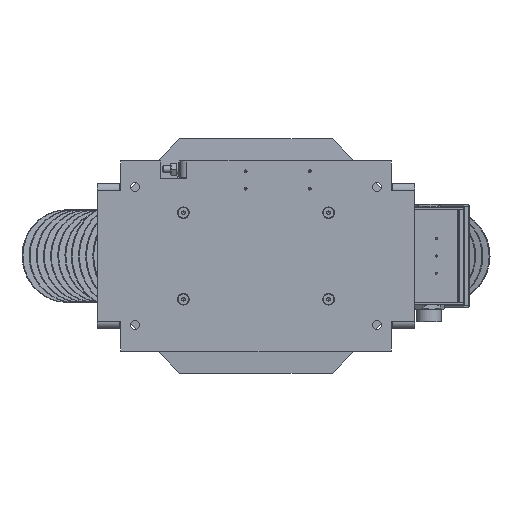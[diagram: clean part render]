
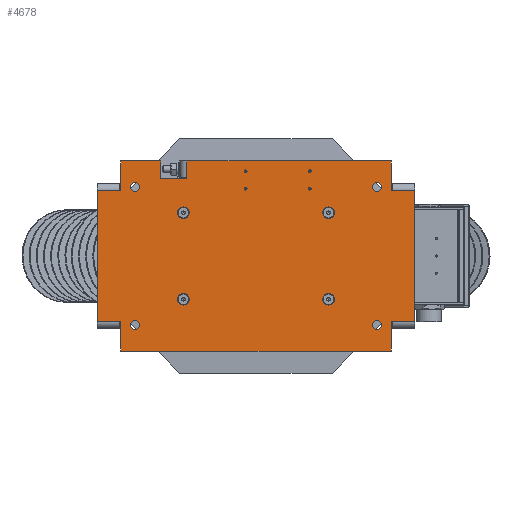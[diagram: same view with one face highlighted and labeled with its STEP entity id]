
A CAD part, front view. The second image highlights one B-rep face of the part: STEP entity #4678.
In plain terms, the highlighted planar face has unit normal (0, -1, 0).
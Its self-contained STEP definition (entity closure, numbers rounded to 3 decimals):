
#4678=ADVANCED_FACE('',(#15226,#15228,#15230,#15232,#15234,#15236,#15238,#15240,
#15242,#15244,#15246,#15248,#15250),#15252,.F.);
#15226=FACE_BOUND('',#15227,.T.);
#15227=EDGE_LOOP('',(#25528,#25529,#25530,#25531,#25532,#25533,#25534,#25535,#25536,
#25537,#25538,#25539,#25540,#25541,#25542,#25543,#25544,#25545,#25546,#25547,#25548));
#15228=FACE_BOUND('',#15229,.T.);
#15229=EDGE_LOOP('',(#25549));
#15230=FACE_BOUND('',#15231,.T.);
#15231=EDGE_LOOP('',(#25550));
#15232=FACE_BOUND('',#15233,.T.);
#15233=EDGE_LOOP('',(#25551));
#15234=FACE_BOUND('',#15235,.T.);
#15235=EDGE_LOOP('',(#25552));
#15236=FACE_BOUND('',#15237,.T.);
#15237=EDGE_LOOP('',(#25553));
#15238=FACE_BOUND('',#15239,.T.);
#15239=EDGE_LOOP('',(#25554));
#15240=FACE_BOUND('',#15241,.T.);
#15241=EDGE_LOOP('',(#25555));
#15242=FACE_BOUND('',#15243,.T.);
#15243=EDGE_LOOP('',(#25556));
#15244=FACE_BOUND('',#15245,.T.);
#15245=EDGE_LOOP('',(#25557));
#15246=FACE_BOUND('',#15247,.T.);
#15247=EDGE_LOOP('',(#25558));
#15248=FACE_BOUND('',#15249,.T.);
#15249=EDGE_LOOP('',(#25559));
#15250=FACE_BOUND('',#15251,.T.);
#15251=EDGE_LOOP('',(#25560));
#15252=PLANE('',#15253);
#15253=AXIS2_PLACEMENT_3D('',#15254,#15255,#15256);
#15254=CARTESIAN_POINT('',(0.,0.,0.));
#15255=DIRECTION('',(0.,1.,0.));
#15256=DIRECTION('',(1.,0.,0.));
#25528=ORIENTED_EDGE('',*,*,#30618,.F.);
#25529=ORIENTED_EDGE('',*,*,#30619,.F.);
#25530=ORIENTED_EDGE('',*,*,#30620,.F.);
#25531=ORIENTED_EDGE('',*,*,#30621,.F.);
#25532=ORIENTED_EDGE('',*,*,#30622,.F.);
#25533=ORIENTED_EDGE('',*,*,#30623,.F.);
#25534=ORIENTED_EDGE('',*,*,#30624,.F.);
#25535=ORIENTED_EDGE('',*,*,#30625,.T.);
#25536=ORIENTED_EDGE('',*,*,#30626,.F.);
#25537=ORIENTED_EDGE('',*,*,#30627,.F.);
#25538=ORIENTED_EDGE('',*,*,#30628,.F.);
#25539=ORIENTED_EDGE('',*,*,#30629,.F.);
#25540=ORIENTED_EDGE('',*,*,#30630,.F.);
#25541=ORIENTED_EDGE('',*,*,#30631,.F.);
#25542=ORIENTED_EDGE('',*,*,#30632,.F.);
#25543=ORIENTED_EDGE('',*,*,#30633,.T.);
#25544=ORIENTED_EDGE('',*,*,#30634,.F.);
#25545=ORIENTED_EDGE('',*,*,#30635,.F.);
#25546=ORIENTED_EDGE('',*,*,#30636,.F.);
#25547=ORIENTED_EDGE('',*,*,#30637,.F.);
#25548=ORIENTED_EDGE('',*,*,#30638,.F.);
#25549=ORIENTED_EDGE('',*,*,#30639,.T.);
#25550=ORIENTED_EDGE('',*,*,#30640,.T.);
#25551=ORIENTED_EDGE('',*,*,#30641,.T.);
#25552=ORIENTED_EDGE('',*,*,#30642,.T.);
#25553=ORIENTED_EDGE('',*,*,#30643,.T.);
#25554=ORIENTED_EDGE('',*,*,#30644,.T.);
#25555=ORIENTED_EDGE('',*,*,#30645,.T.);
#25556=ORIENTED_EDGE('',*,*,#30646,.T.);
#25557=ORIENTED_EDGE('',*,*,#30647,.T.);
#25558=ORIENTED_EDGE('',*,*,#30648,.T.);
#25559=ORIENTED_EDGE('',*,*,#30649,.T.);
#25560=ORIENTED_EDGE('',*,*,#30650,.T.);
#30618=EDGE_CURVE('',#33163,#33164,#33165,.T.);
#30619=EDGE_CURVE('',#33166,#33163,#33167,.T.);
#30620=EDGE_CURVE('',#33168,#33166,#33169,.T.);
#30621=EDGE_CURVE('',#33170,#33168,#33171,.T.);
#30622=EDGE_CURVE('',#33172,#33170,#33173,.T.);
#30623=EDGE_CURVE('',#33174,#33172,#33175,.T.);
#30624=EDGE_CURVE('',#33176,#33174,#33177,.T.);
#30625=EDGE_CURVE('',#33176,#33178,#33179,.T.);
#30626=EDGE_CURVE('',#33180,#33178,#33181,.T.);
#30627=EDGE_CURVE('',#33182,#33180,#33183,.T.);
#30628=EDGE_CURVE('',#33184,#33182,#33185,.T.);
#30629=EDGE_CURVE('',#33186,#33184,#33187,.T.);
#30630=EDGE_CURVE('',#33188,#33186,#33189,.T.);
#30631=EDGE_CURVE('',#33190,#33188,#33191,.T.);
#30632=EDGE_CURVE('',#33192,#33190,#33193,.T.);
#30633=EDGE_CURVE('',#33192,#33194,#33195,.T.);
#30634=EDGE_CURVE('',#33196,#33194,#33197,.T.);
#30635=EDGE_CURVE('',#33198,#33196,#33199,.T.);
#30636=EDGE_CURVE('',#33200,#33198,#33201,.T.);
#30637=EDGE_CURVE('',#33202,#33200,#33203,.T.);
#30638=EDGE_CURVE('',#33164,#33202,#33204,.T.);
#30639=EDGE_CURVE('',#33205,#33205,#33206,.T.);
#30640=EDGE_CURVE('',#33207,#33207,#33208,.T.);
#30641=EDGE_CURVE('',#33209,#33209,#33210,.F.);
#30642=EDGE_CURVE('',#33211,#33211,#33212,.F.);
#30643=EDGE_CURVE('',#33213,#33213,#33214,.F.);
#30644=EDGE_CURVE('',#33215,#33215,#33216,.F.);
#30645=EDGE_CURVE('',#33217,#33217,#33218,.F.);
#30646=EDGE_CURVE('',#33219,#33219,#33220,.F.);
#30647=EDGE_CURVE('',#33221,#33221,#33222,.F.);
#30648=EDGE_CURVE('',#33223,#33223,#33224,.F.);
#30649=EDGE_CURVE('',#33225,#33225,#33226,.T.);
#30650=EDGE_CURVE('',#33227,#33227,#33228,.T.);
#33163=VERTEX_POINT('',#37419);
#33164=VERTEX_POINT('',#37420);
#33165=LINE('',#37421,#37422);
#33166=VERTEX_POINT('',#37424);
#33167=LINE('',#37425,#37426);
#33168=VERTEX_POINT('',#37428);
#33169=LINE('',#37429,#37430);
#33170=VERTEX_POINT('',#37432);
#33171=LINE('',#37433,#37434);
#33172=VERTEX_POINT('',#37436);
#33173=LINE('',#37437,#37438);
#33174=VERTEX_POINT('',#37440);
#33175=LINE('',#37441,#37442);
#33176=VERTEX_POINT('',#37444);
#33177=LINE('',#37445,#37446);
#33178=VERTEX_POINT('',#37448);
#33179=LINE('',#37449,#37450);
#33180=VERTEX_POINT('',#37452);
#33181=LINE('',#37453,#37454);
#33182=VERTEX_POINT('',#37456);
#33183=LINE('',#37457,#37458);
#33184=VERTEX_POINT('',#37460);
#33185=LINE('',#37461,#37462);
#33186=VERTEX_POINT('',#37464);
#33187=LINE('',#37465,#37466);
#33188=VERTEX_POINT('',#37468);
#33189=LINE('',#37469,#37470);
#33190=VERTEX_POINT('',#37472);
#33191=LINE('',#37473,#37474);
#33192=VERTEX_POINT('',#37476);
#33193=LINE('',#37477,#37478);
#33194=VERTEX_POINT('',#37480);
#33195=LINE('',#37481,#37482);
#33196=VERTEX_POINT('',#37484);
#33197=LINE('',#37485,#37486);
#33198=VERTEX_POINT('',#37488);
#33199=LINE('',#37489,#37490);
#33200=VERTEX_POINT('',#37492);
#33201=LINE('',#37493,#37494);
#33202=VERTEX_POINT('',#37496);
#33203=LINE('',#37497,#37498);
#33204=LINE('',#37500,#37501);
#33205=VERTEX_POINT('',#37503);
#33206=CIRCLE('',#37504,1.75);
#33207=VERTEX_POINT('',#37508);
#33208=CIRCLE('',#37509,1.75);
#33209=VERTEX_POINT('',#37513);
#33210=CIRCLE('',#37514,6.5);
#33211=VERTEX_POINT('',#37518);
#33212=CIRCLE('',#37519,8.5);
#33213=VERTEX_POINT('',#37523);
#33214=CIRCLE('',#37524,6.5);
#33215=VERTEX_POINT('',#37528);
#33216=CIRCLE('',#37529,8.5);
#33217=VERTEX_POINT('',#37533);
#33218=CIRCLE('',#37534,6.5);
#33219=VERTEX_POINT('',#37538);
#33220=CIRCLE('',#37539,8.5);
#33221=VERTEX_POINT('',#37543);
#33222=CIRCLE('',#37544,8.5);
#33223=VERTEX_POINT('',#37548);
#33224=CIRCLE('',#37549,6.5);
#33225=VERTEX_POINT('',#37553);
#33226=CIRCLE('',#37554,1.75);
#33227=VERTEX_POINT('',#37558);
#33228=CIRCLE('',#37559,1.75);
#37419=CARTESIAN_POINT('',(100.,0.,-113.5));
#37420=CARTESIAN_POINT('',(100.,0.,-137.5));
#37421=CARTESIAN_POINT('',(100.,0.,-113.5));
#37422=VECTOR('',#37423,1.);
#37423=DIRECTION('',(0.,0.,-1.));
#37424=CARTESIAN_POINT('',(100.,0.,-111.5));
#37425=CARTESIAN_POINT('',(100.,0.,-111.5));
#37426=VECTOR('',#37427,1.);
#37427=DIRECTION('',(0.,0.,-1.));
#37428=CARTESIAN_POINT('',(138.,0.,-111.5));
#37429=CARTESIAN_POINT('',(138.,0.,-111.5));
#37430=VECTOR('',#37431,1.);
#37431=DIRECTION('',(-1.,0.,0.));
#37432=CARTESIAN_POINT('',(138.,0.,-137.5));
#37433=CARTESIAN_POINT('',(138.,0.,-137.5));
#37434=VECTOR('',#37435,1.);
#37435=DIRECTION('',(0.,0.,1.));
#37436=CARTESIAN_POINT('',(196.,0.,-137.5));
#37437=CARTESIAN_POINT('',(196.,0.,-137.5));
#37438=VECTOR('',#37439,1.);
#37439=DIRECTION('',(-1.,0.,0.));
#37440=CARTESIAN_POINT('',(196.,0.,-95.));
#37441=CARTESIAN_POINT('',(196.,0.,-95.));
#37442=VECTOR('',#37443,1.);
#37443=DIRECTION('',(0.,0.,-1.));
#37444=CARTESIAN_POINT('',(198.,0.,-95.));
#37445=CARTESIAN_POINT('',(198.,0.,-95.));
#37446=VECTOR('',#37447,1.);
#37447=DIRECTION('',(-1.,0.,0.));
#37448=CARTESIAN_POINT('',(230.,0.,-95.));
#37449=CARTESIAN_POINT('',(198.,0.,-95.));
#37450=VECTOR('',#37451,1.);
#37451=DIRECTION('',(1.,0.,0.));
#37452=CARTESIAN_POINT('',(230.,0.,95.));
#37453=CARTESIAN_POINT('',(230.,0.,95.));
#37454=VECTOR('',#37455,1.);
#37455=DIRECTION('',(0.,0.,-1.));
#37456=CARTESIAN_POINT('',(198.,0.,95.));
#37457=CARTESIAN_POINT('',(198.,0.,95.));
#37458=VECTOR('',#37459,1.);
#37459=DIRECTION('',(1.,0.,0.));
#37460=CARTESIAN_POINT('',(196.,0.,95.));
#37461=CARTESIAN_POINT('',(196.,0.,95.));
#37462=VECTOR('',#37463,1.);
#37463=DIRECTION('',(1.,0.,0.));
#37464=CARTESIAN_POINT('',(196.,0.,137.5));
#37465=CARTESIAN_POINT('',(196.,0.,137.5));
#37466=VECTOR('',#37467,1.);
#37467=DIRECTION('',(0.,0.,-1.));
#37468=CARTESIAN_POINT('',(-196.,0.,137.5));
#37469=CARTESIAN_POINT('',(-196.,0.,137.5));
#37470=VECTOR('',#37471,1.);
#37471=DIRECTION('',(1.,0.,0.));
#37472=CARTESIAN_POINT('',(-196.,0.,95.));
#37473=CARTESIAN_POINT('',(-196.,0.,95.));
#37474=VECTOR('',#37475,1.);
#37475=DIRECTION('',(0.,0.,1.));
#37476=CARTESIAN_POINT('',(-198.,0.,95.));
#37477=CARTESIAN_POINT('',(-198.,0.,95.));
#37478=VECTOR('',#37479,1.);
#37479=DIRECTION('',(1.,0.,0.));
#37480=CARTESIAN_POINT('',(-230.,0.,95.));
#37481=CARTESIAN_POINT('',(-198.,0.,95.));
#37482=VECTOR('',#37483,1.);
#37483=DIRECTION('',(-1.,0.,0.));
#37484=CARTESIAN_POINT('',(-230.,0.,-95.));
#37485=CARTESIAN_POINT('',(-230.,0.,-95.));
#37486=VECTOR('',#37487,1.);
#37487=DIRECTION('',(0.,0.,1.));
#37488=CARTESIAN_POINT('',(-198.,0.,-95.));
#37489=CARTESIAN_POINT('',(-198.,0.,-95.));
#37490=VECTOR('',#37491,1.);
#37491=DIRECTION('',(-1.,0.,0.));
#37492=CARTESIAN_POINT('',(-196.,0.,-95.));
#37493=CARTESIAN_POINT('',(-196.,0.,-95.));
#37494=VECTOR('',#37495,1.);
#37495=DIRECTION('',(-1.,0.,0.));
#37496=CARTESIAN_POINT('',(-196.,0.,-137.5));
#37497=CARTESIAN_POINT('',(-196.,0.,-137.5));
#37498=VECTOR('',#37499,1.);
#37499=DIRECTION('',(0.,0.,1.));
#37500=CARTESIAN_POINT('',(100.,0.,-137.5));
#37501=VECTOR('',#37502,1.);
#37502=DIRECTION('',(-1.,0.,0.));
#37503=CARTESIAN_POINT('',(-76.25,0.,-97.5));
#37504=AXIS2_PLACEMENT_3D('',#37505,#37506,#37507);
#37505=CARTESIAN_POINT('',(-78.,0.,-97.5));
#37506=DIRECTION('',(0.,1.,0.));
#37507=DIRECTION('',(1.,0.,0.));
#37508=CARTESIAN_POINT('',(-76.25,0.,-122.5));
#37509=AXIS2_PLACEMENT_3D('',#37510,#37511,#37512);
#37510=CARTESIAN_POINT('',(-78.,0.,-122.5));
#37511=DIRECTION('',(0.,1.,0.));
#37512=DIRECTION('',(1.,0.,0.));
#37513=CARTESIAN_POINT('',(-181.5,0.,-100.));
#37514=AXIS2_PLACEMENT_3D('',#37515,#37516,#37517);
#37515=CARTESIAN_POINT('',(-175.,0.,-100.));
#37516=DIRECTION('',(-0.,-1.,-0.));
#37517=DIRECTION('',(-1.,0.,-0.));
#37518=CARTESIAN_POINT('',(-113.5,0.,-62.5));
#37519=AXIS2_PLACEMENT_3D('',#37520,#37521,#37522);
#37520=CARTESIAN_POINT('',(-105.,0.,-62.5));
#37521=DIRECTION('',(-0.,-1.,-0.));
#37522=DIRECTION('',(-1.,0.,-0.));
#37523=CARTESIAN_POINT('',(-181.5,0.,100.));
#37524=AXIS2_PLACEMENT_3D('',#37525,#37526,#37527);
#37525=CARTESIAN_POINT('',(-175.,0.,100.));
#37526=DIRECTION('',(-0.,-1.,-0.));
#37527=DIRECTION('',(-1.,0.,-0.));
#37528=CARTESIAN_POINT('',(113.5,0.,62.5));
#37529=AXIS2_PLACEMENT_3D('',#37530,#37531,#37532);
#37530=CARTESIAN_POINT('',(105.,0.,62.5));
#37531=DIRECTION('',(-0.,-1.,-0.));
#37532=DIRECTION('',(1.,0.,0.));
#37533=CARTESIAN_POINT('',(181.5,0.,100.));
#37534=AXIS2_PLACEMENT_3D('',#37535,#37536,#37537);
#37535=CARTESIAN_POINT('',(175.,0.,100.));
#37536=DIRECTION('',(-0.,-1.,-0.));
#37537=DIRECTION('',(1.,0.,0.));
#37538=CARTESIAN_POINT('',(-113.5,0.,62.5));
#37539=AXIS2_PLACEMENT_3D('',#37540,#37541,#37542);
#37540=CARTESIAN_POINT('',(-105.,0.,62.5));
#37541=DIRECTION('',(-0.,-1.,-0.));
#37542=DIRECTION('',(-1.,0.,-0.));
#37543=CARTESIAN_POINT('',(113.5,0.,-62.5));
#37544=AXIS2_PLACEMENT_3D('',#37545,#37546,#37547);
#37545=CARTESIAN_POINT('',(105.,0.,-62.5));
#37546=DIRECTION('',(-0.,-1.,-0.));
#37547=DIRECTION('',(1.,0.,0.));
#37548=CARTESIAN_POINT('',(181.5,0.,-100.));
#37549=AXIS2_PLACEMENT_3D('',#37550,#37551,#37552);
#37550=CARTESIAN_POINT('',(175.,0.,-100.));
#37551=DIRECTION('',(-0.,-1.,-0.));
#37552=DIRECTION('',(1.,0.,0.));
#37553=CARTESIAN_POINT('',(16.75,0.,-122.5));
#37554=AXIS2_PLACEMENT_3D('',#37555,#37556,#37557);
#37555=CARTESIAN_POINT('',(15.,0.,-122.5));
#37556=DIRECTION('',(0.,1.,0.));
#37557=DIRECTION('',(1.,0.,0.));
#37558=CARTESIAN_POINT('',(16.75,0.,-97.5));
#37559=AXIS2_PLACEMENT_3D('',#37560,#37561,#37562);
#37560=CARTESIAN_POINT('',(15.,0.,-97.5));
#37561=DIRECTION('',(0.,1.,0.));
#37562=DIRECTION('',(1.,0.,0.));
